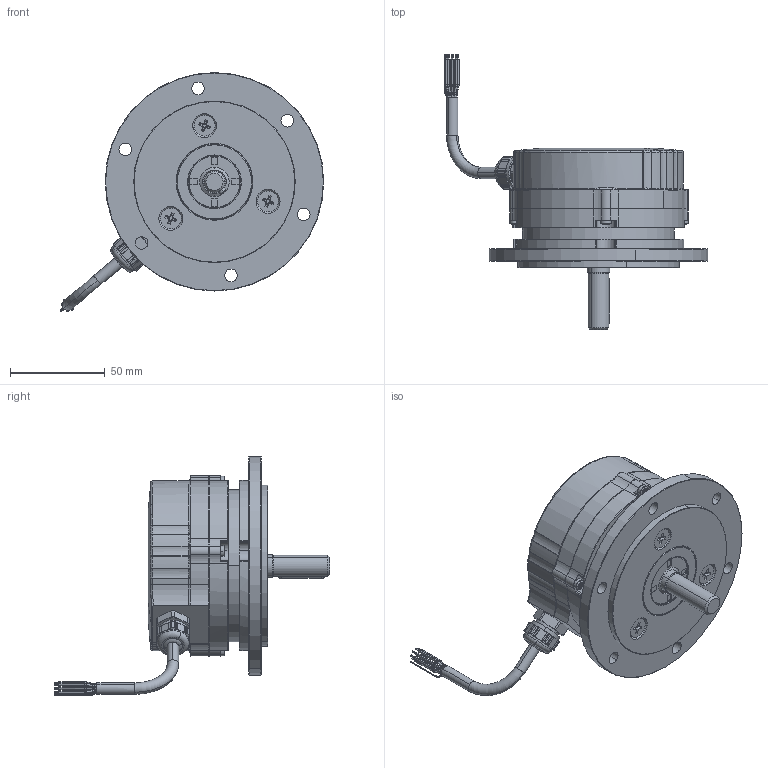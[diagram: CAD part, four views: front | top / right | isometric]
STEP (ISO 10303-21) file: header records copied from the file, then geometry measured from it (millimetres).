
FILE_DESCRIPTION (( 'STEP AP203' ), '1' );
FILE_NAME ('M010_DSM9H11_3R.STEP', '2018-03-29T06:38:46', ( '' ), ( '' ), 'SwSTEP 2.0', 'SolidWorks 2016', '' );
FILE_SCHEMA (( 'CONFIG_CONTROL_DESIGN' ));
Length unit declared in the file: millimetre
Products named in the file (1): M010_DSM9H11_3R
Bounding box: 138.67 x 145.1 x 125.7 mm (x, y, z)
Surface area: 50903.4 mm2 (no closed solid volume)
Topology: 0 solids, 64 shells, 771 faces, 2304 edges, 1506 vertices
Faces by surface type: cylinder 349, plane 159, torus 105, cone 96, bspline 54, sphere 8
Entity records: 31558 total; most frequent: CARTESIAN_POINT 12046, DIRECTION 4101, ORIENTED_EDGE 3911, EDGE_CURVE 2266, AXIS2_PLACEMENT_3D 1711, VERTEX_POINT 1495, CIRCLE 1035, EDGE_LOOP 789
